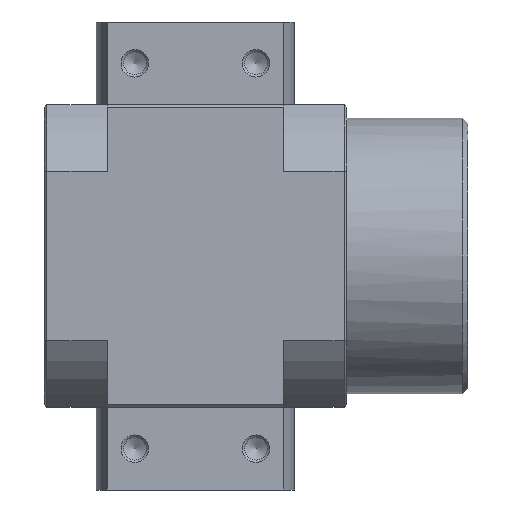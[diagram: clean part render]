
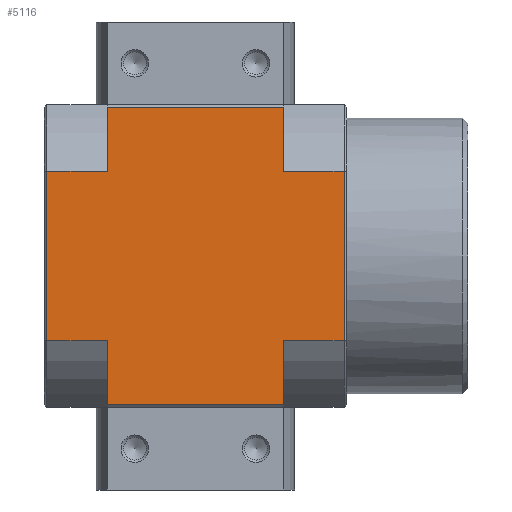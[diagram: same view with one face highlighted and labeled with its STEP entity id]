
A CAD part, left-side view. The second image highlights one B-rep face of the part: STEP entity #5116.
In plain terms, the highlighted face is planar.
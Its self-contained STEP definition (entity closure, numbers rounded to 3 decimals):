
#652=ORIENTED_EDGE('',*,*,#1813,.T.);
#653=ORIENTED_EDGE('',*,*,#1814,.F.);
#654=ORIENTED_EDGE('',*,*,#1815,.T.);
#655=ORIENTED_EDGE('',*,*,#1816,.F.);
#656=ORIENTED_EDGE('',*,*,#1817,.T.);
#657=ORIENTED_EDGE('',*,*,#1801,.F.);
#658=ORIENTED_EDGE('',*,*,#1818,.F.);
#659=ORIENTED_EDGE('',*,*,#1819,.T.);
#660=ORIENTED_EDGE('',*,*,#1820,.F.);
#661=ORIENTED_EDGE('',*,*,#1821,.T.);
#662=ORIENTED_EDGE('',*,*,#1822,.F.);
#663=ORIENTED_EDGE('',*,*,#1799,.T.);
#1799=EDGE_CURVE('',#2374,#2375,#2732,.T.);
#1801=EDGE_CURVE('',#2376,#2377,#2734,.T.);
#1813=EDGE_CURVE('',#2375,#2386,#2746,.T.);
#1814=EDGE_CURVE('',#2387,#2386,#2747,.T.);
#1815=EDGE_CURVE('',#2387,#2388,#2748,.T.);
#1816=EDGE_CURVE('',#2389,#2388,#2749,.F.);
#1817=EDGE_CURVE('',#2389,#2377,#2750,.T.);
#1818=EDGE_CURVE('',#2390,#2376,#2751,.T.);
#1819=EDGE_CURVE('',#2390,#2391,#2752,.F.);
#1820=EDGE_CURVE('',#2392,#2391,#2753,.T.);
#1821=EDGE_CURVE('',#2392,#2393,#2754,.T.);
#1822=EDGE_CURVE('',#2374,#2393,#2755,.T.);
#2374=VERTEX_POINT('',#7605);
#2375=VERTEX_POINT('',#7607);
#2376=VERTEX_POINT('',#7611);
#2377=VERTEX_POINT('',#7613);
#2386=VERTEX_POINT('',#7636);
#2387=VERTEX_POINT('',#7638);
#2388=VERTEX_POINT('',#7640);
#2389=VERTEX_POINT('',#7642);
#2390=VERTEX_POINT('',#7645);
#2391=VERTEX_POINT('',#7647);
#2392=VERTEX_POINT('',#7649);
#2393=VERTEX_POINT('',#7651);
#2732=LINE('',#7608,#3055);
#2734=LINE('',#7612,#3057);
#2746=LINE('',#7635,#3069);
#2747=LINE('',#7637,#3070);
#2748=LINE('',#7639,#3071);
#2749=LINE('',#7641,#3072);
#2750=LINE('',#7643,#3073);
#2751=LINE('',#7644,#3074);
#2752=LINE('',#7646,#3075);
#2753=LINE('',#7648,#3076);
#2754=LINE('',#7650,#3077);
#2755=LINE('',#7652,#3078);
#3055=VECTOR('',#6169,1000.);
#3057=VECTOR('',#6173,1000.);
#3069=VECTOR('',#6189,1000.);
#3070=VECTOR('',#6190,1000.);
#3071=VECTOR('',#6191,1000.);
#3072=VECTOR('',#6192,1000.);
#3073=VECTOR('',#6193,1000.);
#3074=VECTOR('',#6194,1000.);
#3075=VECTOR('',#6195,1000.);
#3076=VECTOR('',#6196,1000.);
#3077=VECTOR('',#6197,1000.);
#3078=VECTOR('',#6198,1000.);
#3334=EDGE_LOOP('',(#652,#653,#654,#655,#656,#657,#658,#659,#660,#661,#662,
#663));
#3713=FACE_BOUND('',#3334,.T.);
#4076=PLANE('',#5481);
#5116=ADVANCED_FACE('',(#3713),#4076,.F.);
#5481=AXIS2_PLACEMENT_3D('',#7634,#6187,#6188);
#6169=DIRECTION('',(0.,-1.,0.));
#6173=DIRECTION('',(0.,-1.,0.));
#6187=DIRECTION('',(0.,0.,1.));
#6188=DIRECTION('',(1.,0.,0.));
#6189=DIRECTION('',(-1.,0.,0.));
#6190=DIRECTION('',(0.,1.,0.));
#6191=DIRECTION('',(-1.,0.,0.));
#6192=DIRECTION('',(0.,1.,0.));
#6193=DIRECTION('',(-1.,0.,0.));
#6194=DIRECTION('',(-1.,0.,0.));
#6195=DIRECTION('',(0.,-1.,0.));
#6196=DIRECTION('',(-1.,0.,0.));
#6197=DIRECTION('',(0.,-1.,0.));
#6198=DIRECTION('',(-1.,0.,0.));
#7605=CARTESIAN_POINT('',(27.,16.,-27.5));
#7607=CARTESIAN_POINT('',(27.,-16.,-27.5));
#7608=CARTESIAN_POINT('',(27.,27.5,-27.5));
#7611=CARTESIAN_POINT('',(-27.,16.,-27.5));
#7612=CARTESIAN_POINT('',(-27.,27.5,-27.5));
#7613=CARTESIAN_POINT('',(-27.,-16.,-27.5));
#7634=CARTESIAN_POINT('',(27.,27.5,-27.5));
#7635=CARTESIAN_POINT('',(27.,-16.,-27.5));
#7636=CARTESIAN_POINT('',(15.362,-16.,-27.5));
#7637=CARTESIAN_POINT('',(15.362,-36.,-27.5));
#7638=CARTESIAN_POINT('',(15.362,-27.,-27.5));
#7639=CARTESIAN_POINT('',(20.,-27.,-27.5));
#7640=CARTESIAN_POINT('',(-15.362,-27.,-27.5));
#7641=CARTESIAN_POINT('',(-15.362,-36.,-27.5));
#7642=CARTESIAN_POINT('',(-15.362,-16.,-27.5));
#7643=CARTESIAN_POINT('',(27.,-16.,-27.5));
#7644=CARTESIAN_POINT('',(27.,16.,-27.5));
#7645=CARTESIAN_POINT('',(-15.362,16.,-27.5));
#7646=CARTESIAN_POINT('',(-15.362,36.,-27.5));
#7647=CARTESIAN_POINT('',(-15.362,27.,-27.5));
#7648=CARTESIAN_POINT('',(20.,27.,-27.5));
#7649=CARTESIAN_POINT('',(15.362,27.,-27.5));
#7650=CARTESIAN_POINT('',(15.362,36.,-27.5));
#7651=CARTESIAN_POINT('',(15.362,16.,-27.5));
#7652=CARTESIAN_POINT('',(27.,16.,-27.5));
